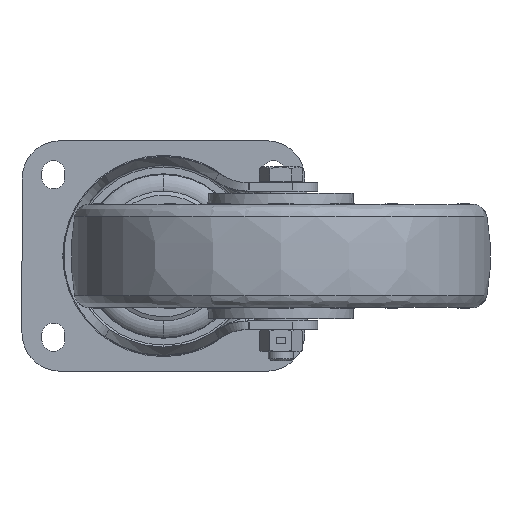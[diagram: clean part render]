
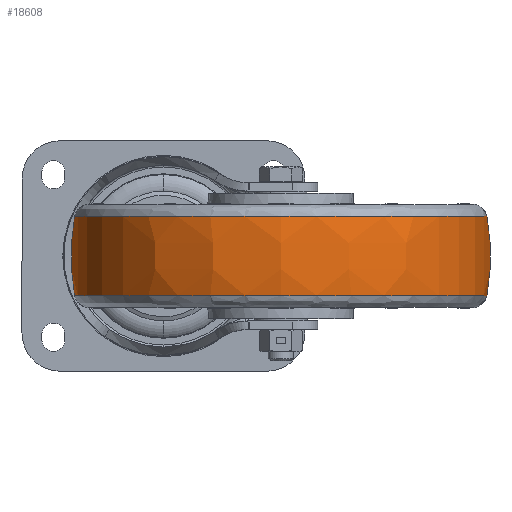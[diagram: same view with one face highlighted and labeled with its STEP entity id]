
A CAD part, front view. The second image highlights one B-rep face of the part: STEP entity #18608.
In plain terms, the highlighted free-form (B-spline) face has degree [3, 3] with [4, 4] control points.
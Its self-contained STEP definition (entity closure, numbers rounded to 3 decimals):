
#572 = EDGE_CURVE ( 'NONE', #9856, #9296, #14333, .T. ) ;
#1539 = CARTESIAN_POINT ( 'NONE',  ( -42.372, -145., 18.854 ) ) ;
#1640 = CARTESIAN_POINT ( 'NONE',  ( -44.548, -145., 6.347 ) ) ;
#1990 = DIRECTION ( 'NONE',  ( 0., 0., 1. ) ) ;
#2097 = ORIENTED_EDGE ( 'NONE', *, *, #572, .F. ) ;
#3522 = DIRECTION ( 'NONE',  ( 0., -1., 0. ) ) ;
#4016 = ORIENTED_EDGE ( 'NONE', *, *, #18128, .T. ) ;
#4062 = ORIENTED_EDGE ( 'NONE', *, *, #5943, .T. ) ;
#4079 = CARTESIAN_POINT ( 'NONE',  ( 156.548, -346.096, 6.347 ) ) ;
#5943 = EDGE_CURVE ( 'NONE', #16964, #23738, #14656, .T. ) ;
#6480 = CARTESIAN_POINT ( 'NONE',  ( -44.548, -145., -6.347 ) ) ;
#6585 = EDGE_LOOP ( 'NONE', ( #9184, #4062, #4016, #2097 ) ) ;
#8681 = CARTESIAN_POINT ( 'NONE',  ( -42.372, -145., 18.854 ) ) ;
#8925 = CARTESIAN_POINT ( 'NONE',  ( 156.548, -346.096, -6.347 ) ) ;
#9184 = ORIENTED_EDGE ( 'NONE', *, *, #23828, .T. ) ;
#9296 = VERTEX_POINT ( 'NONE', #21583 ) ;
#9856 = VERTEX_POINT ( 'NONE', #24037 ) ;
#10076 = AXIS2_PLACEMENT_3D ( 'NONE', #25948, #11491, #28405 ) ;
#10530 = AXIS2_PLACEMENT_3D ( 'NONE', #24585, #24657, #24768 ) ;
#10684 = AXIS2_PLACEMENT_3D ( 'NONE', #16458, #1990, #18864 ) ;
#11350 = CARTESIAN_POINT ( 'NONE',  ( -42.372, -145., -18.854 ) ) ;
#11491 = DIRECTION ( 'NONE',  ( 0., 0., -1. ) ) ;
#13682 = CARTESIAN_POINT ( 'NONE',  ( -42.372, -341.744, 18.854 ) ) ;
#13781 = CARTESIAN_POINT ( 'NONE',  ( 154.372, -341.744, -18.854 ) ) ;
#14333 = CIRCLE ( 'NONE', #10530, 110. ) ;
#14601 = AXIS2_PLACEMENT_3D ( 'NONE', #17980, #3522, #20393 ) ;
#14656 = CIRCLE ( 'NONE', #14601, 110. ) ;
#16101 = CARTESIAN_POINT ( 'NONE',  ( 154.372, -145., 18.854 ) ) ;
#16458 = CARTESIAN_POINT ( 'NONE',  ( 56., -145., -18.854 ) ) ;
#16964 = VERTEX_POINT ( 'NONE', #8681 ) ;
#17980 = CARTESIAN_POINT ( 'NONE',  ( 66., -145., 0. ) ) ;
#18128 = EDGE_CURVE ( 'NONE', #23738, #9296, #27664, .T. ) ;
#18516 = CARTESIAN_POINT ( 'NONE',  ( -44.548, -346.096, 6.347 ) ) ;
#18608 = ADVANCED_FACE ( 'NONE', ( #30984 ), #28388, .T. ) ;
#18864 = DIRECTION ( 'NONE',  ( 1., 0., 0. ) ) ;
#20393 = DIRECTION ( 'NONE',  ( -1., 0., 0. ) ) ;
#20941 = CARTESIAN_POINT ( 'NONE',  ( 156.548, -145., 6.347 ) ) ;
#21583 = CARTESIAN_POINT ( 'NONE',  ( 154.372, -145., -18.854 ) ) ;
#23219 = CARTESIAN_POINT ( 'NONE',  ( -42.372, -145., -18.854 ) ) ;
#23378 = CARTESIAN_POINT ( 'NONE',  ( -44.548, -346.096, -6.347 ) ) ;
#23738 = VERTEX_POINT ( 'NONE', #23219 ) ;
#23828 = EDGE_CURVE ( 'NONE', #9856, #16964, #31207, .T. ) ;
#24037 = CARTESIAN_POINT ( 'NONE',  ( 154.372, -145., 18.854 ) ) ;
#24585 = CARTESIAN_POINT ( 'NONE',  ( 46., -145., 0. ) ) ;
#24657 = DIRECTION ( 'NONE',  ( 0., 1., 0. ) ) ;
#24768 = DIRECTION ( 'NONE',  ( 1., 0., 0. ) ) ;
#25811 = CARTESIAN_POINT ( 'NONE',  ( 156.548, -145., -6.347 ) ) ;
#25948 = CARTESIAN_POINT ( 'NONE',  ( 56., -145., 18.854 ) ) ;
#27664 = CIRCLE ( 'NONE', #10684, 98.372 ) ;
#28256 = CARTESIAN_POINT ( 'NONE',  ( -42.372, -341.744, -18.854 ) ) ;
#28388 =( BOUNDED_SURFACE ( )  B_SPLINE_SURFACE ( 3, 3, ( 
 ( #1539, #13682, #30582, #16101 ),
 ( #1640, #18516, #4079, #20941 ),
 ( #6480, #23378, #8925, #25811 ),
 ( #11350, #28256, #13781, #30676 ) ),
 .UNSPECIFIED., .F., .F., .F. ) 
 B_SPLINE_SURFACE_WITH_KNOTS ( ( 4, 4 ),
 ( 4, 4 ),
 ( 0., 1. ),
 ( 0., 1. ),
 .UNSPECIFIED. ) 
 GEOMETRIC_REPRESENTATION_ITEM ( )  RATIONAL_B_SPLINE_SURFACE ( (
 ( 1., 0.333, 0.333, 1.),
 ( 0.99, 0.33, 0.33, 0.99),
 ( 0.99, 0.33, 0.33, 0.99),
 ( 1., 0.333, 0.333, 1.) ) ) 
 REPRESENTATION_ITEM ( '' )  SURFACE ( )  );
#28405 = DIRECTION ( 'NONE',  ( 1., 0., 0. ) ) ;
#30582 = CARTESIAN_POINT ( 'NONE',  ( 154.372, -341.744, 18.854 ) ) ;
#30676 = CARTESIAN_POINT ( 'NONE',  ( 154.372, -145., -18.854 ) ) ;
#30984 = FACE_OUTER_BOUND ( 'NONE', #6585, .T. ) ;
#31207 = CIRCLE ( 'NONE', #10076, 98.372 ) ;
